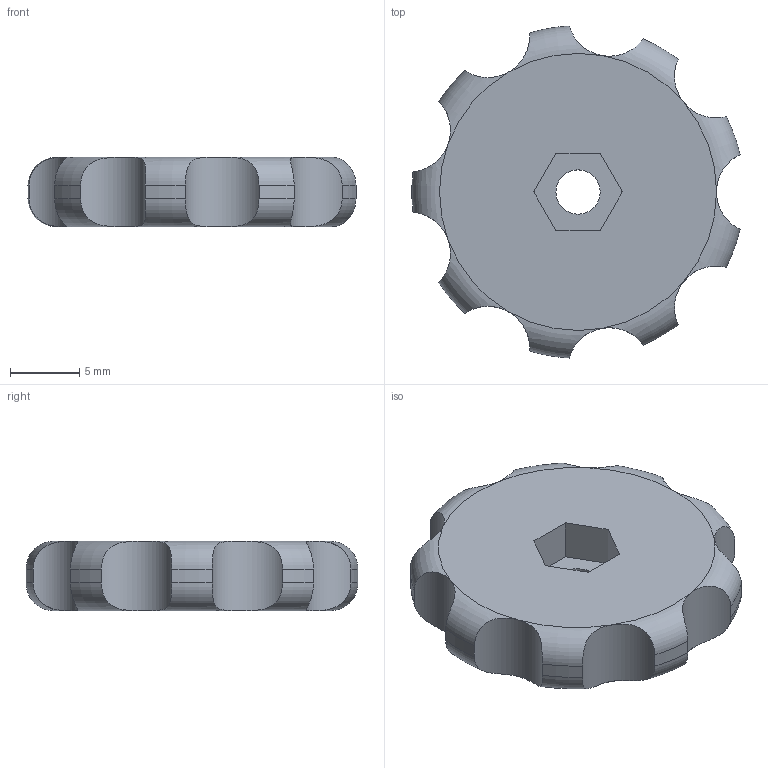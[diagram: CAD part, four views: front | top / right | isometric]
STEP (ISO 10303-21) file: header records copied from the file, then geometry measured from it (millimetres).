
FILE_DESCRIPTION(('FreeCAD Model'),'2;1');
FILE_NAME( 'thumbwheel-x4.step' ,'2020-02-08T12:26:43',('Author'),(''), 'Open CASCADE STEP processor 7.3','FreeCAD','Unknown');
FILE_SCHEMA(('AUTOMOTIVE_DESIGN { 1 0 10303 214 1 1 1 1 }'));
Length unit declared in the file: millimetre
Products named in the file (1): sq-clamp
Bounding box: 23.68 x 23.97 x 5 mm (x, y, z)
Volume: 1772.5 mm3; surface area: 1185.6 mm2
Topology: 1 solids, 1 shells, 46 faces, 111 edges, 68 vertices
Faces by surface type: cylinder 19, torus 18, plane 9
Full cylindrical faces by diameter (mm): 3.2 x1
Entity records: 7490 total; most frequent: CARTESIAN_POINT 5140, DIRECTION 309, ORIENTED_EDGE 222, PCURVE 222, DEFINITIONAL_REPRESENTATION 222, B_SPLINE_CURVE_WITH_KNOTS 156, LINE 119, VECTOR 119
